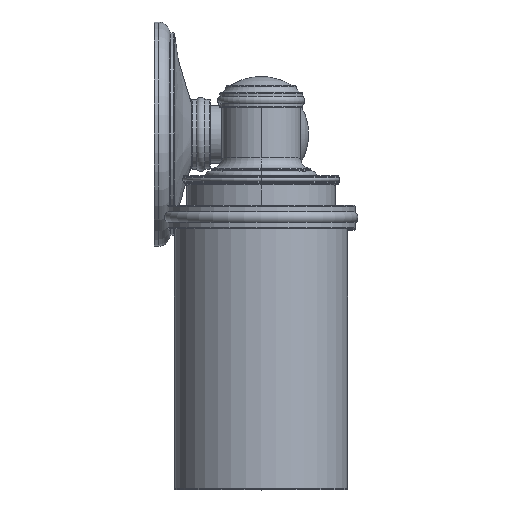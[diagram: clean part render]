
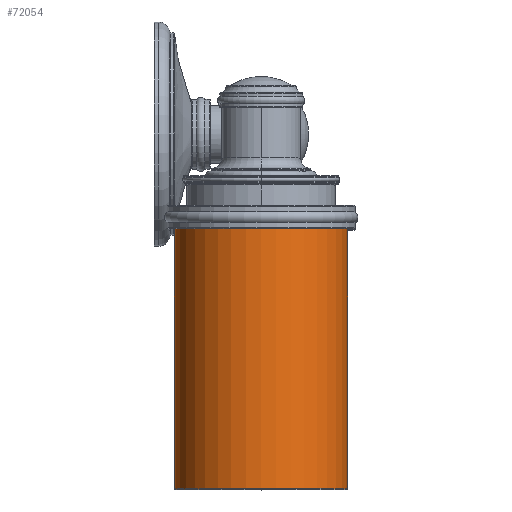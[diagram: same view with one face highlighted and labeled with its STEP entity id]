
A CAD part, top view. The second image highlights one B-rep face of the part: STEP entity #72054.
In plain terms, the highlighted cylindrical face has radius 46.5 mm (diameter 93 mm), a partial arc.
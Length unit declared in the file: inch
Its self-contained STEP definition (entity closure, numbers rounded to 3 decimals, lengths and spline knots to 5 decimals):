
#26533=DIRECTION('',(0.,1.,0.));
#26534=VECTOR('',#26533,5.49276);
#26535=CARTESIAN_POINT('',(3.30276,-7.50555,
7.53346));
#26536=LINE('',#26535,#26534);
#26537=CARTESIAN_POINT('',(1.47205,-2.0128,
7.53346));
#26538=DIRECTION('',(0.,1.,0.));
#26539=DIRECTION('',(-1.,0.,0.));
#26540=AXIS2_PLACEMENT_3D('',#26537,#26538,#26539);
#26542=DIRECTION('',(0.,1.,0.));
#26543=VECTOR('',#26542,5.49276);
#26544=CARTESIAN_POINT('',(-0.35866,-7.50555,
7.53346));
#26545=LINE('',#26544,#26543);
#26551=CARTESIAN_POINT('',(1.47205,-7.50555,
7.53346));
#26552=DIRECTION('',(0.,1.,0.));
#26553=DIRECTION('',(-1.,0.,0.));
#26554=AXIS2_PLACEMENT_3D('',#26551,#26552,#26553);
#30569=CARTESIAN_POINT('',(3.30276,-7.50555,
7.53346));
#30570=CARTESIAN_POINT('',(-0.35866,-7.50555,
7.53346));
#30571=VERTEX_POINT('',#30569);
#30572=VERTEX_POINT('',#30570);
#30613=CARTESIAN_POINT('',(3.30276,-2.0128,
7.53346));
#30614=CARTESIAN_POINT('',(-0.35866,-2.0128,
7.53346));
#30615=VERTEX_POINT('',#30613);
#30616=VERTEX_POINT('',#30614);
#72042=CARTESIAN_POINT('',(1.47205,-7.50555,
7.53346));
#72043=DIRECTION('',(0.,1.,0.));
#72044=DIRECTION('',(1.,0.,0.));
#72045=AXIS2_PLACEMENT_3D('',#72042,#72043,#72044);
#72046=CYLINDRICAL_SURFACE('',#72045,1.83071);
#72047=ORIENTED_EDGE('',*,*,#72022,.T.);
#72048=ORIENTED_EDGE('',*,*,#72037,.F.);
#72050=ORIENTED_EDGE('',*,*,#72049,.F.);
#72051=ORIENTED_EDGE('',*,*,#72033,.T.);
#72052=EDGE_LOOP('',(#72047,#72048,#72050,#72051));
#72053=FACE_OUTER_BOUND('',#72052,.F.);
#72054=ADVANCED_FACE('',(#72053),#72046,.T.);
#26541=CIRCLE('',#26540,1.83071);
#26555=CIRCLE('',#26554,1.83071);
#72022=EDGE_CURVE('',#30616,#30615,#26541,.T.);
#72033=EDGE_CURVE('',#30572,#30616,#26545,.T.);
#72037=EDGE_CURVE('',#30571,#30615,#26536,.T.);
#72049=EDGE_CURVE('',#30572,#30571,#26555,.T.);
